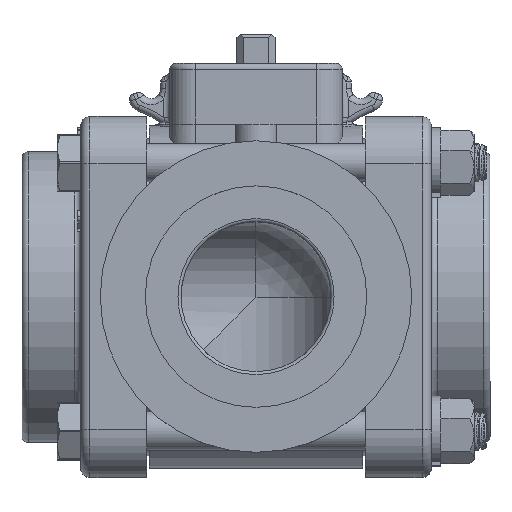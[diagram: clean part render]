
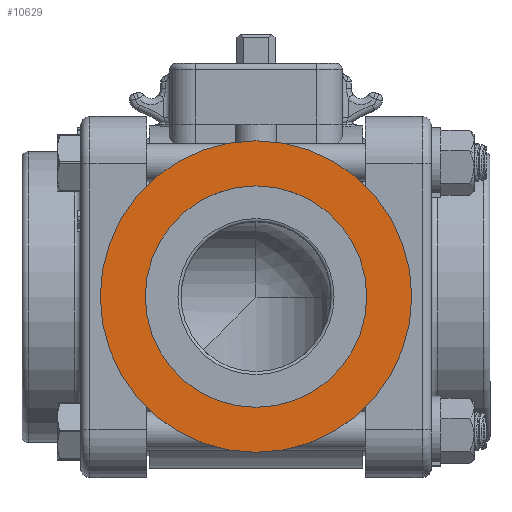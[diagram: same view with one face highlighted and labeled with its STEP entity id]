
A CAD part, top view. The second image highlights one B-rep face of the part: STEP entity #10629.
In plain terms, the highlighted planar face has unit normal (0, 0, 1).
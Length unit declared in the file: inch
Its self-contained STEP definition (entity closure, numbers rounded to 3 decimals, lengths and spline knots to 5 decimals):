
#746=FACE_BOUND('',#3325,.T.);
#837=PLANE('',#11795);
#2658=FACE_OUTER_BOUND('',#3324,.T.);
#3324=EDGE_LOOP('',(#8194,#8195));
#3325=EDGE_LOOP('',(#8196,#8197));
#3989=CIRCLE('',#11705,1.537);
#3990=CIRCLE('',#11706,1.537);
#4047=CIRCLE('',#11793,1.0925);
#4048=CIRCLE('',#11794,1.0925);
#4711=VERTEX_POINT('',#18207);
#4712=VERTEX_POINT('',#18209);
#4749=VERTEX_POINT('',#19204);
#4750=VERTEX_POINT('',#19206);
#5924=EDGE_CURVE('',#4711,#4712,#3989,.T.);
#5925=EDGE_CURVE('',#4712,#4711,#3990,.T.);
#6016=EDGE_CURVE('',#4750,#4749,#4047,.T.);
#6017=EDGE_CURVE('',#4749,#4750,#4048,.T.);
#8194=ORIENTED_EDGE('',*,*,#5925,.F.);
#8195=ORIENTED_EDGE('',*,*,#5924,.F.);
#8196=ORIENTED_EDGE('',*,*,#6016,.T.);
#8197=ORIENTED_EDGE('',*,*,#6017,.T.);
#10629=ADVANCED_FACE('',(#2658,#746),#837,.T.);
#11705=AXIS2_PLACEMENT_3D('',#18210,#13511,#13512);
#11706=AXIS2_PLACEMENT_3D('',#18211,#13513,#13514);
#11793=AXIS2_PLACEMENT_3D('',#19207,#13698,#13699);
#11794=AXIS2_PLACEMENT_3D('',#19208,#13700,#13701);
#11795=AXIS2_PLACEMENT_3D('',#19209,#13702,#13703);
#13511=DIRECTION('center_axis',(0.,0.,-1.));
#13512=DIRECTION('ref_axis',(1.,0.,0.));
#13513=DIRECTION('center_axis',(0.,0.,-1.));
#13514=DIRECTION('ref_axis',(1.,0.,0.));
#13698=DIRECTION('center_axis',(0.,0.,-1.));
#13699=DIRECTION('ref_axis',(1.,0.,0.));
#13700=DIRECTION('center_axis',(0.,0.,-1.));
#13701=DIRECTION('ref_axis',(1.,0.,0.));
#13702=DIRECTION('center_axis',(0.,0.,1.));
#13703=DIRECTION('ref_axis',(1.,0.,0.));
#18207=CARTESIAN_POINT('',(0.,-1.537,2.945));
#18209=CARTESIAN_POINT('',(0.,1.537,2.945));
#18210=CARTESIAN_POINT('Origin',(0.,0.,2.945));
#18211=CARTESIAN_POINT('Origin',(0.,0.,2.945));
#19204=CARTESIAN_POINT('',(0.,-1.0925,2.945));
#19206=CARTESIAN_POINT('',(0.,1.0925,2.945));
#19207=CARTESIAN_POINT('Origin',(0.,0.,2.945));
#19208=CARTESIAN_POINT('Origin',(0.,0.,2.945));
#19209=CARTESIAN_POINT('Origin',(0.,1.537,2.945));
